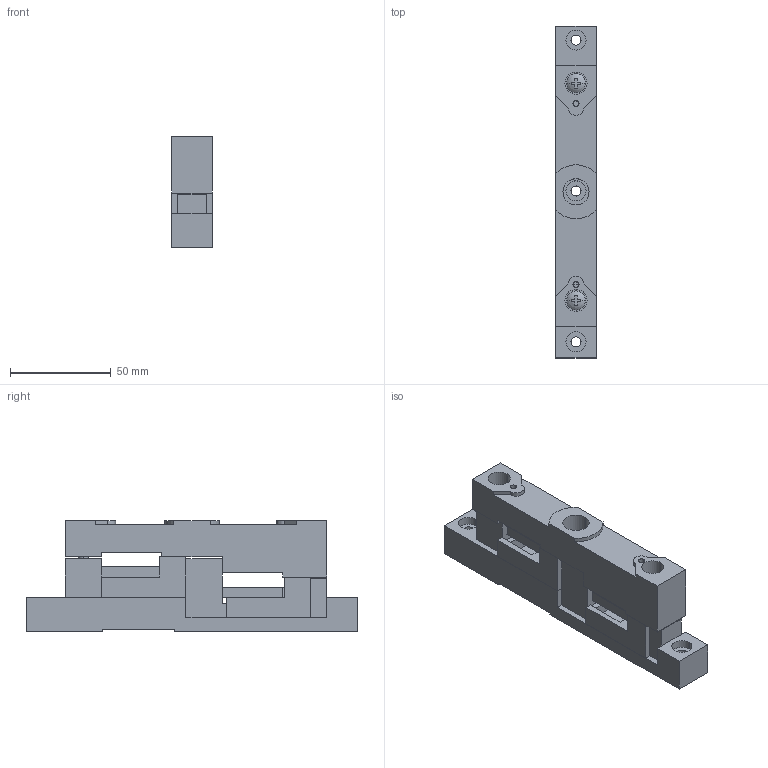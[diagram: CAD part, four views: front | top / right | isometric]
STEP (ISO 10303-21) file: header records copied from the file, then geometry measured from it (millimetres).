
FILE_DESCRIPTION(('STEP AP214'),'1');
FILE_NAME('cctmp_034962A5-9A9F-4CD6-AB8B-70396A7CC14B_2023_07_22_16_29_06_0987..stp','2023-07-22T14:29:07',('SIEMENS A&D'),('CADClick - www.CADClick.com'),'Spatial InterOp 3D postprocessed',' ','unknown authorization');
FILE_SCHEMA(('AUTOMOTIVE_DESIGN'));
Length unit declared in the file: millimetre
Products named in the file (9): cc_unnamed; 2023_07_22_16_29_06_0969; 2023_07_22_16_29_06_0965; 2023_07_22_16_29_06_0961; 2023_07_22_16_29_06_0957; 2023_07_22_16_29_06_0953; 2023_07_22_16_29_06_0949; 2023_07_22_16_29_06_0945; 2023_07_22_16_29_06_0941
Assembly tree (8 placements, depth 2):
  cc_unnamed
    2023_07_22_16_29_06_0969
    2023_07_22_16_29_06_0965
    2023_07_22_16_29_06_0961
    2023_07_22_16_29_06_0957
    2023_07_22_16_29_06_0953
    2023_07_22_16_29_06_0949
    2023_07_22_16_29_06_0945
    2023_07_22_16_29_06_0941
Bounding box: 20 x 165 x 55 mm (x, y, z)
Volume: 117772.5 mm3; surface area: 42250.4 mm2
Topology: 8 solids, 8 shells, 200 faces, 530 edges, 352 vertices
Faces by surface type: plane 146, cylinder 50, sphere 4
Entity records: 7069 total; most frequent: CARTESIAN_POINT 1091, DIRECTION 1086, ORIENTED_EDGE 1060, EDGE_CURVE 530, LINE 392, VECTOR 392, VERTEX_POINT 352, AXIS2_PLACEMENT_3D 347
